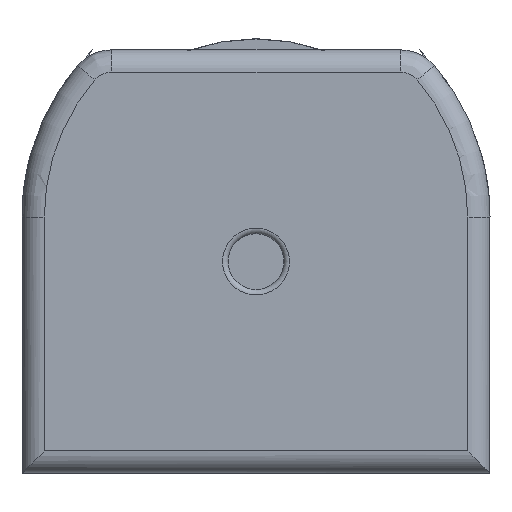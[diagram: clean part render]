
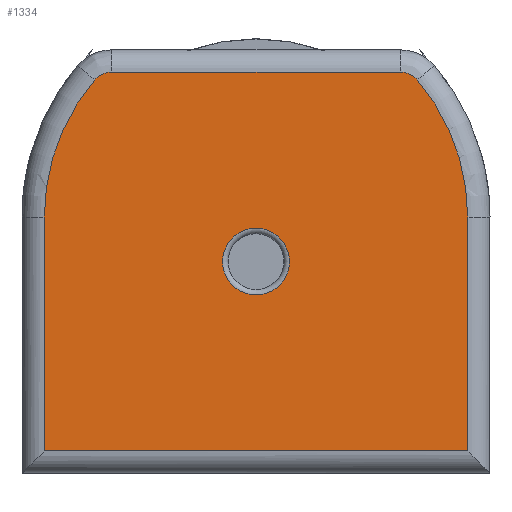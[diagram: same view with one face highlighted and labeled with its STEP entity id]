
A CAD part, front view. The second image highlights one B-rep face of the part: STEP entity #1334.
In plain terms, the highlighted planar face has unit normal (0, -1, 0).
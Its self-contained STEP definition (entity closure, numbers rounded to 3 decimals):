
#76=FACE_BOUND('',#254,.T.);
#93=PLANE('',#1492);
#155=FACE_OUTER_BOUND('',#253,.T.);
#253=EDGE_LOOP('',(#1031,#1032,#1033,#1034,#1035,#1036,#1037,#1038));
#254=EDGE_LOOP('',(#1039));
#326=LINE('',#2150,#415);
#327=LINE('',#2154,#416);
#329=LINE('',#2182,#418);
#332=LINE('',#2210,#421);
#415=VECTOR('',#1723,10.);
#416=VECTOR('',#1728,10.);
#418=VECTOR('',#1750,10.);
#421=VECTOR('',#1773,10.);
#520=CIRCLE('',#1473,9.5);
#521=CIRCLE('',#1474,1.);
#525=CIRCLE('',#1479,1.);
#528=CIRCLE('',#1483,9.5);
#532=CIRCLE('',#1493,1.5);
#601=VERTEX_POINT('',#2147);
#602=VERTEX_POINT('',#2149);
#603=VERTEX_POINT('',#2153);
#605=VERTEX_POINT('',#2159);
#608=VERTEX_POINT('',#2175);
#610=VERTEX_POINT('',#2181);
#612=VERTEX_POINT('',#2195);
#614=VERTEX_POINT('',#2201);
#628=VERTEX_POINT('',#2252);
#736=EDGE_CURVE('',#601,#602,#326,.T.);
#738=EDGE_CURVE('',#602,#603,#327,.T.);
#744=EDGE_CURVE('',#603,#605,#520,.T.);
#745=EDGE_CURVE('',#605,#608,#521,.T.);
#748=EDGE_CURVE('',#608,#610,#329,.T.);
#751=EDGE_CURVE('',#610,#612,#525,.T.);
#754=EDGE_CURVE('',#612,#614,#528,.T.);
#759=EDGE_CURVE('',#614,#601,#332,.T.);
#776=EDGE_CURVE('',#628,#628,#532,.T.);
#1031=ORIENTED_EDGE('',*,*,#736,.F.);
#1032=ORIENTED_EDGE('',*,*,#759,.F.);
#1033=ORIENTED_EDGE('',*,*,#754,.F.);
#1034=ORIENTED_EDGE('',*,*,#751,.F.);
#1035=ORIENTED_EDGE('',*,*,#748,.F.);
#1036=ORIENTED_EDGE('',*,*,#745,.F.);
#1037=ORIENTED_EDGE('',*,*,#744,.F.);
#1038=ORIENTED_EDGE('',*,*,#738,.F.);
#1039=ORIENTED_EDGE('',*,*,#776,.T.);
#1334=ADVANCED_FACE('',(#155,#76),#93,.T.);
#1473=AXIS2_PLACEMENT_3D('',#2165,#1740,#1741);
#1474=AXIS2_PLACEMENT_3D('',#2176,#1742,#1743);
#1479=AXIS2_PLACEMENT_3D('',#2196,#1754,#1755);
#1483=AXIS2_PLACEMENT_3D('',#2202,#1762,#1763);
#1492=AXIS2_PLACEMENT_3D('',#2251,#1797,#1798);
#1493=AXIS2_PLACEMENT_3D('',#2253,#1799,#1800);
#1723=DIRECTION('',(-1.,0.,0.));
#1728=DIRECTION('',(0.,0.,1.));
#1740=DIRECTION('center_axis',(0.,1.,0.));
#1741=DIRECTION('ref_axis',(-0.939,0.,0.345));
#1742=DIRECTION('center_axis',(0.,1.,0.));
#1743=DIRECTION('ref_axis',(-0.42,0.,0.907));
#1750=DIRECTION('',(1.,0.,0.));
#1754=DIRECTION('center_axis',(0.,1.,0.));
#1755=DIRECTION('ref_axis',(0.42,0.,0.907));
#1762=DIRECTION('center_axis',(0.,1.,0.));
#1763=DIRECTION('ref_axis',(0.939,0.,0.345));
#1773=DIRECTION('',(0.,0.,-1.));
#1797=DIRECTION('center_axis',(0.,-1.,0.));
#1798=DIRECTION('ref_axis',(1.,0.,0.));
#1799=DIRECTION('center_axis',(0.,1.,0.));
#1800=DIRECTION('ref_axis',(1.,0.,0.));
#2147=CARTESIAN_POINT('',(9.5,-37.5,1.));
#2149=CARTESIAN_POINT('',(-9.5,-37.5,1.));
#2150=CARTESIAN_POINT('',(-5.25,-37.5,1.));
#2153=CARTESIAN_POINT('',(-9.5,-37.5,11.5));
#2154=CARTESIAN_POINT('',(-9.5,-37.5,0.));
#2159=CARTESIAN_POINT('',(-7.243,-37.5,17.647));
#2165=CARTESIAN_POINT('Origin',(0.,-37.5,11.5));
#2175=CARTESIAN_POINT('',(-6.481,-37.5,18.));
#2176=CARTESIAN_POINT('Origin',(-6.481,-37.5,17.));
#2181=CARTESIAN_POINT('',(6.481,-37.5,18.));
#2182=CARTESIAN_POINT('',(-1.576,-37.5,18.));
#2195=CARTESIAN_POINT('',(7.243,-37.5,17.647));
#2196=CARTESIAN_POINT('Origin',(6.481,-37.5,17.));
#2201=CARTESIAN_POINT('',(9.5,-37.5,11.5));
#2202=CARTESIAN_POINT('Origin',(0.,-37.5,11.5));
#2210=CARTESIAN_POINT('',(9.5,-37.5,0.));
#2251=CARTESIAN_POINT('Origin',(-10.5,-37.5,0.));
#2252=CARTESIAN_POINT('',(-1.5,-37.5,9.5));
#2253=CARTESIAN_POINT('Origin',(0.,-37.5,9.5));
